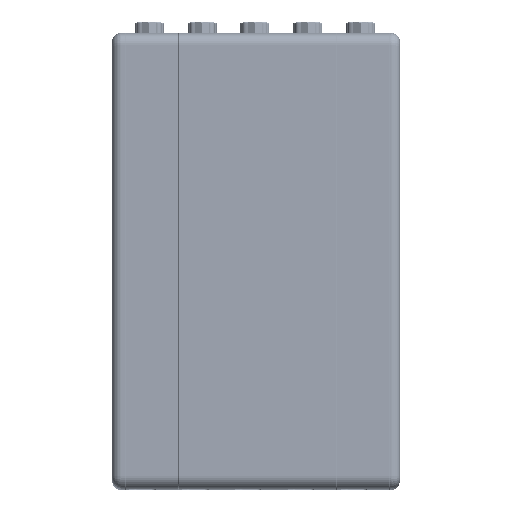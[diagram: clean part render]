
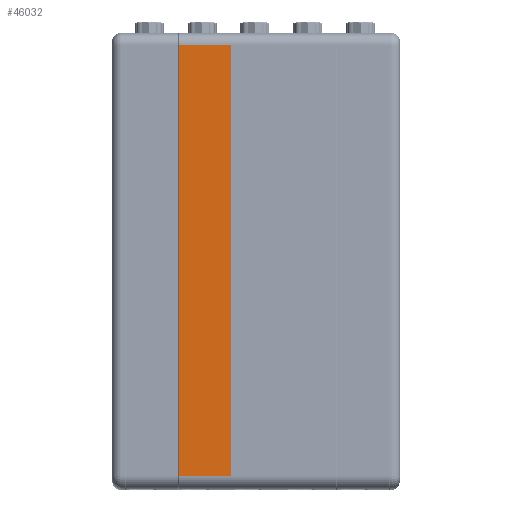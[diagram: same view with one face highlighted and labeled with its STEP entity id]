
A CAD part, front view. The second image highlights one B-rep face of the part: STEP entity #46032.
In plain terms, the highlighted face is planar.
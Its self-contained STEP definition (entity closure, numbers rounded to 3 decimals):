
#105 = ORIENTED_EDGE ( 'NONE', *, *, #31124, .F. ) ;
#106 = ORIENTED_EDGE ( 'NONE', *, *, #31123, .T. ) ;
#107 = ORIENTED_EDGE ( 'NONE', *, *, #30888, .T. ) ;
#108 = ORIENTED_EDGE ( 'NONE', *, *, #31122, .T. ) ;
#16740 = LINE ( 'NONE', #17046, #16742 ) ;
#16742 = VECTOR ( 'NONE', #17047, 1000. ) ;
#17046 = CARTESIAN_POINT ( 'NONE',  ( 17.8, 0., -4. ) ) ;
#17047 = DIRECTION ( 'NONE',  ( -1., 0., 0. ) ) ;
#17664 = CARTESIAN_POINT ( 'NONE',  ( 1.1, 0., -141. ) ) ;
#17665 = DIRECTION ( 'NONE',  ( 0., 0., -1. ) ) ;
#17666 = CARTESIAN_POINT ( 'NONE',  ( 17.7, 0., -4. ) ) ;
#17667 = DIRECTION ( 'NONE',  ( 0., 0., 1. ) ) ;
#17668 = CARTESIAN_POINT ( 'NONE',  ( 17.8, 0., -141. ) ) ;
#17669 = DIRECTION ( 'NONE',  ( -1., 0., 0. ) ) ;
#18658 = LINE ( 'NONE', #17664, #18659 ) ;
#18659 = VECTOR ( 'NONE', #17665, 1000. ) ;
#18661 = LINE ( 'NONE', #17666, #18663 ) ;
#18663 = VECTOR ( 'NONE', #17667, 1000. ) ;
#18664 = LINE ( 'NONE', #17668, #18667 ) ;
#18667 = VECTOR ( 'NONE', #17669, 1000. ) ;
#30888 = EDGE_CURVE ( 'NONE', #57606, #57458, #16740, .T. ) ;
#31122 = EDGE_CURVE ( 'NONE', #57458, #57474, #18658, .T. ) ;
#31123 = EDGE_CURVE ( 'NONE', #57441, #57606, #18661, .T. ) ;
#31124 = EDGE_CURVE ( 'NONE', #57441, #57474, #18664, .T. ) ;
#46032 = ADVANCED_FACE ( 'NONE', ( #54712 ), #54109, .F. ) ;
#51996 = AXIS2_PLACEMENT_3D ( 'NONE', #54110, #54111, #54112 ) ;
#52838 = EDGE_LOOP ( 'NONE', ( #105, #106, #107, #108 ) ) ;
#54109 = PLANE ( 'NONE',  #51996 ) ;
#54110 = CARTESIAN_POINT ( 'NONE',  ( 17.8, 0., -4. ) ) ;
#54111 = DIRECTION ( 'NONE',  ( 0., 1., 0. ) ) ;
#54112 = DIRECTION ( 'NONE',  ( 0., 0., 1. ) ) ;
#54712 = FACE_OUTER_BOUND ( 'NONE', #52838, .T. ) ;
#57441 = VERTEX_POINT ( 'NONE', #63235 ) ;
#57458 = VERTEX_POINT ( 'NONE', #63253 ) ;
#57474 = VERTEX_POINT ( 'NONE', #63271 ) ;
#57606 = VERTEX_POINT ( 'NONE', #63432 ) ;
#63235 = CARTESIAN_POINT ( 'NONE',  ( 17.7, 0., -141. ) ) ;
#63253 = CARTESIAN_POINT ( 'NONE',  ( 1.1, 0., -4. ) ) ;
#63271 = CARTESIAN_POINT ( 'NONE',  ( 1.1, 0., -141. ) ) ;
#63432 = CARTESIAN_POINT ( 'NONE',  ( 17.7, 0., -4. ) ) ;
